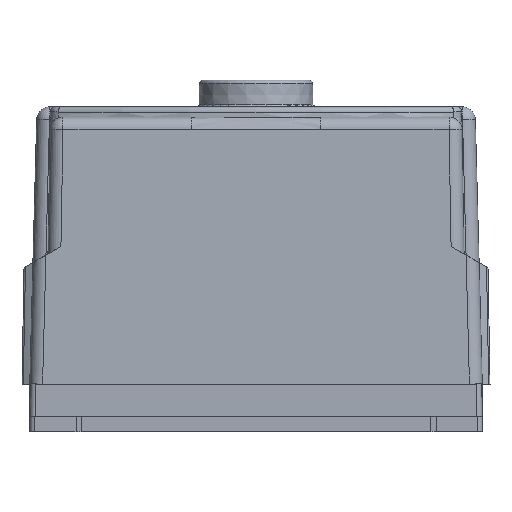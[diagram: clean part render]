
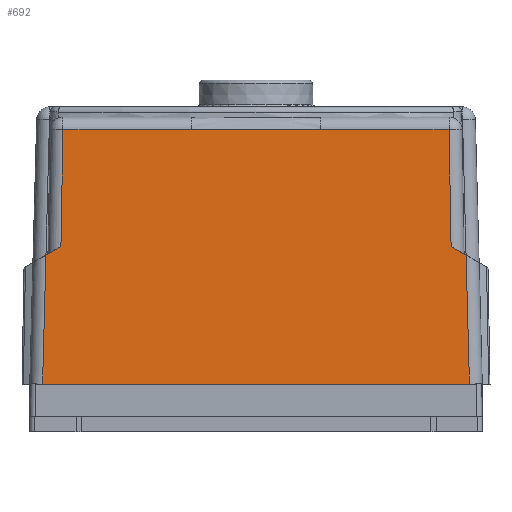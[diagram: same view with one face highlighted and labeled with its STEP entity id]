
A CAD part, front view. The second image highlights one B-rep face of the part: STEP entity #692.
In plain terms, the highlighted planar face has unit normal (0, -1, 0.026).
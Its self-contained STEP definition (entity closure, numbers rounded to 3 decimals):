
#222=B_SPLINE_CURVE_WITH_KNOTS('',3,(#6538,#6539,#6540,#6541,#6542,#6543),
 .UNSPECIFIED.,.F.,.F.,(4,2,4),(0.,0.5,1.),.UNSPECIFIED.);
#409=FACE_OUTER_BOUND('',#1161,.T.);
#692=ADVANCED_FACE('',(#409),#833,.T.);
#833=PLANE('',#4212);
#1161=EDGE_LOOP('',(#2107,#2108,#2109,#2110,#2111,#2112,#2113,#2114,#2115,
#2116));
#2107=ORIENTED_EDGE('',*,*,#2781,.T.);
#2108=ORIENTED_EDGE('',*,*,#2778,.T.);
#2109=ORIENTED_EDGE('',*,*,#3160,.F.);
#2110=ORIENTED_EDGE('',*,*,#3116,.T.);
#2111=ORIENTED_EDGE('',*,*,#3099,.T.);
#2112=ORIENTED_EDGE('',*,*,#3102,.T.);
#2113=ORIENTED_EDGE('',*,*,#3105,.T.);
#2114=ORIENTED_EDGE('',*,*,#3112,.T.);
#2115=ORIENTED_EDGE('',*,*,#3150,.F.);
#2116=ORIENTED_EDGE('',*,*,#3089,.T.);
#2428=VERTEX_POINT('',#5464);
#2429=VERTEX_POINT('',#5466);
#2431=VERTEX_POINT('',#5472);
#2644=VERTEX_POINT('',#6509);
#2649=VERTEX_POINT('',#6526);
#2651=VERTEX_POINT('',#6531);
#2653=VERTEX_POINT('',#6537);
#2655=VERTEX_POINT('',#6580);
#2658=VERTEX_POINT('',#6597);
#2661=VERTEX_POINT('',#6605);
#2778=EDGE_CURVE('',#2429,#2428,#3284,.T.);
#2781=EDGE_CURVE('',#2431,#2429,#3286,.T.);
#3089=EDGE_CURVE('',#2644,#2431,#3461,.T.);
#3099=EDGE_CURVE('',#2649,#2651,#3465,.T.);
#3102=EDGE_CURVE('',#2651,#2653,#222,.T.);
#3105=EDGE_CURVE('',#2653,#2655,#3467,.T.);
#3112=EDGE_CURVE('',#2655,#2658,#3471,.T.);
#3116=EDGE_CURVE('',#2661,#2649,#3474,.T.);
#3150=EDGE_CURVE('',#2644,#2658,#3501,.T.);
#3160=EDGE_CURVE('',#2661,#2428,#3511,.T.);
#3284=LINE('',#5465,#3619);
#3286=LINE('',#5471,#3621);
#3461=LINE('',#6508,#3802);
#3465=LINE('',#6532,#3806);
#3467=LINE('',#6581,#3808);
#3471=LINE('',#6596,#3812);
#3474=LINE('',#6604,#3815);
#3501=LINE('',#6690,#3842);
#3511=LINE('',#6704,#3852);
#3619=VECTOR('',#4369,1.);
#3621=VECTOR('',#4375,1.);
#3802=VECTOR('',#4980,1.);
#3806=VECTOR('',#5000,1.);
#3808=VECTOR('',#5008,1.);
#3812=VECTOR('',#5022,1.);
#3815=VECTOR('',#5029,1.);
#3842=VECTOR('',#5084,1.);
#3852=VECTOR('',#5098,1.);
#4212=AXIS2_PLACEMENT_3D('',#6742,#5147,#5148);
#4369=DIRECTION('',(-0.026,0.026,0.999));
#4375=DIRECTION('',(1.,0.,0.));
#4980=DIRECTION('',(-0.026,-0.026,-0.999));
#5000=DIRECTION('',(-1.,0.,0.));
#5008=DIRECTION('',(-1.,0.,0.));
#5022=DIRECTION('',(-0.017,-0.026,-1.));
#5029=DIRECTION('',(-0.017,0.026,1.));
#5084=DIRECTION('',(0.866,0.013,0.5));
#5098=DIRECTION('',(0.866,-0.013,-0.5));
#5147=DIRECTION('',(0.,-1.,0.026));
#5148=DIRECTION('',(0.,-0.026,-1.));
#5464=CARTESIAN_POINT('',(84.845,0.494,37.36));
#5465=CARTESIAN_POINT('',(85.472,-0.134,13.385));
#5466=CARTESIAN_POINT('',(85.501,-0.162,12.3));
#5471=CARTESIAN_POINT('',(44.,-0.162,12.3));
#5472=CARTESIAN_POINT('',(2.499,-0.162,12.3));
#6508=CARTESIAN_POINT('',(2.528,-0.134,13.385));
#6509=CARTESIAN_POINT('',(3.155,0.494,37.36));
#6526=CARTESIAN_POINT('',(81.536,1.133,61.765));
#6531=CARTESIAN_POINT('',(56.58,1.133,61.765));
#6532=CARTESIAN_POINT('',(44.,1.133,61.765));
#6537=CARTESIAN_POINT('',(31.42,1.133,61.765));
#6538=CARTESIAN_POINT('',(56.58,1.133,61.765));
#6539=CARTESIAN_POINT('',(52.386,1.133,61.765));
#6540=CARTESIAN_POINT('',(48.193,1.136,61.896));
#6541=CARTESIAN_POINT('',(39.806,1.136,61.896));
#6542=CARTESIAN_POINT('',(35.613,1.133,61.765));
#6543=CARTESIAN_POINT('',(31.42,1.133,61.765));
#6580=CARTESIAN_POINT('',(6.464,1.133,61.765));
#6581=CARTESIAN_POINT('',(44.,1.133,61.765));
#6596=CARTESIAN_POINT('',(6.012,0.454,35.851));
#6597=CARTESIAN_POINT('',(6.068,0.538,39.041));
#6604=CARTESIAN_POINT('',(81.494,1.196,64.156));
#6605=CARTESIAN_POINT('',(81.932,0.538,39.041));
#6690=CARTESIAN_POINT('',(22.927,0.793,48.775));
#6704=CARTESIAN_POINT('',(65.073,0.793,48.775));
#6742=CARTESIAN_POINT('',(44.,-0.162,12.3));
